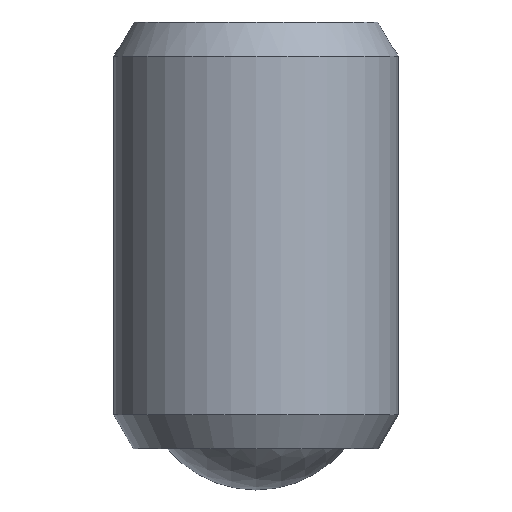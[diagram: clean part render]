
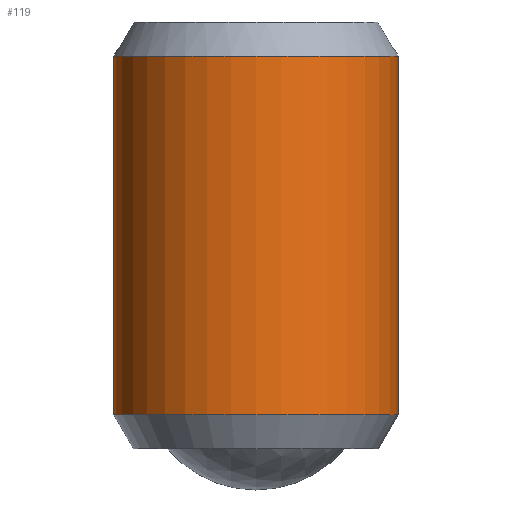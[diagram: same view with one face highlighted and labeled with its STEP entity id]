
A CAD part, front view. The second image highlights one B-rep face of the part: STEP entity #119.
In plain terms, the highlighted cylindrical face has radius 6.35 mm (diameter 12.7 mm), a partial arc.
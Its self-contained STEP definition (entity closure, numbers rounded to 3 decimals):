
#93=EDGE_CURVE('',#103,#171,#237,.T.);
#97=EDGE_CURVE('',#129,#103,#241,.T.);
#99=EDGE_CURVE('',#129,#133,#243,.T.);
#103=VERTEX_POINT('',#249);
#119=ADVANCED_FACE('',(#266),#267,.T.);
#125=EDGE_CURVE('',#171,#133,#273,.T.);
#129=VERTEX_POINT('',#278);
#133=VERTEX_POINT('',#282);
#171=VERTEX_POINT('',#323);
#237=CIRCLE('',#388,6.35);
#241=LINE('',#393,#394);
#243=CIRCLE('',#397,6.35);
#249=CARTESIAN_POINT('',(-6.35,0.,3.354));
#266=FACE_OUTER_BOUND('',#426,.T.);
#267=CYLINDRICAL_SURFACE('',#427,6.35);
#273=LINE('',#437,#438);
#278=CARTESIAN_POINT('',(-6.35,0.,19.356));
#282=CARTESIAN_POINT('',(6.35,0.,19.356));
#323=CARTESIAN_POINT('',(6.35,0.,3.354));
#388=AXIS2_PLACEMENT_3D('',#602,#603,#604);
#393=CARTESIAN_POINT('',(-6.35,0.,11.355));
#394=VECTOR('',#605,1.0);
#397=AXIS2_PLACEMENT_3D('',#606,#607,#608);
#426=EDGE_LOOP('',(#639,#640,#641,#642));
#427=AXIS2_PLACEMENT_3D('',#643,#644,#645);
#437=CARTESIAN_POINT('',(6.35,0.,11.355));
#438=VECTOR('',#650,1.0);
#602=CARTESIAN_POINT('',(0.,0.0,3.354));
#603=DIRECTION('',(0.,0.,1.0));
#604=DIRECTION('',(1.0,0.,0.));
#605=DIRECTION('',(0.,-0.0,-1.0));
#606=CARTESIAN_POINT('',(0.,0.0,19.356));
#607=DIRECTION('',(0.,0.,1.0));
#608=DIRECTION('',(1.0,0.,0.));
#639=ORIENTED_EDGE('',*,*,#125,.T.);
#640=ORIENTED_EDGE('',*,*,#99,.F.);
#641=ORIENTED_EDGE('',*,*,#97,.T.);
#642=ORIENTED_EDGE('',*,*,#93,.T.);
#643=CARTESIAN_POINT('',(0.,0.0,11.355));
#644=DIRECTION('',(0.,0.,-1.0));
#645=DIRECTION('',(1.0,0.,0.));
#650=DIRECTION('',(0.,0.0,1.0));
